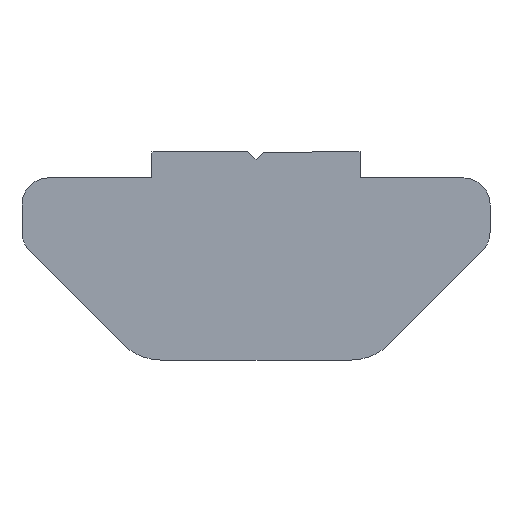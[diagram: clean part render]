
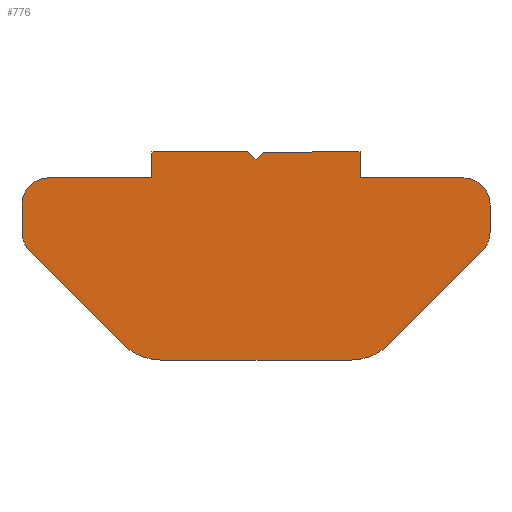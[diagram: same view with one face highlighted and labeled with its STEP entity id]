
A CAD part, front view. The second image highlights one B-rep face of the part: STEP entity #776.
In plain terms, the highlighted planar face has unit normal (0, -1, 0).
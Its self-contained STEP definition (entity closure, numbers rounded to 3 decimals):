
#17=CARTESIAN_POINT('',(-8.,-9.0,7.));
#18=VERTEX_POINT('',#17);
#25=CARTESIAN_POINT('',(-4.,-9.0,7.));
#26=VERTEX_POINT('',#25);
#27=CARTESIAN_POINT('',(-4.,-9.0,7.));
#28=DIRECTION('',(-1.0,0.0,0.0));
#29=VECTOR('',#28,4.);
#30=LINE('',#27,#29);
#31=EDGE_CURVE('',#26,#18,#30,.T.);
#56=CARTESIAN_POINT('',(-9.,-9.0,6.));
#57=VERTEX_POINT('',#56);
#64=CARTESIAN_POINT('',(-8.,-9.0,6.));
#65=DIRECTION('',(0.0,-1.0,0.));
#66=DIRECTION('',(1.0,0.0,0.0));
#67=AXIS2_PLACEMENT_3D('',#64,#65,#66);
#68=CIRCLE('',#67,1.);
#69=EDGE_CURVE('',#18,#57,#68,.T.);
#88=CARTESIAN_POINT('',(-9.,-9.0,4.914));
#89=VERTEX_POINT('',#88);
#96=CARTESIAN_POINT('',(-9.,-9.0,6.));
#97=DIRECTION('',(0.0,0.0,-1.0));
#98=VECTOR('',#97,1.086);
#99=LINE('',#96,#98);
#100=EDGE_CURVE('',#57,#89,#99,.T.);
#120=CARTESIAN_POINT('',(-8.707,-9.0,4.207));
#121=VERTEX_POINT('',#120);
#128=CARTESIAN_POINT('',(-8.,-9.0,4.914));
#129=DIRECTION('',(0.0,-1.0,0.));
#130=DIRECTION('',(1.0,0.0,0.0));
#131=AXIS2_PLACEMENT_3D('',#128,#129,#130);
#132=CIRCLE('',#131,1.);
#133=EDGE_CURVE('',#89,#121,#132,.T.);
#152=CARTESIAN_POINT('',(-5.086,-9.0,0.586));
#153=VERTEX_POINT('',#152);
#160=CARTESIAN_POINT('',(-8.707,-9.0,4.207));
#161=DIRECTION('',(0.707,0.0,-0.707));
#162=VECTOR('',#161,5.121);
#163=LINE('',#160,#162);
#164=EDGE_CURVE('',#121,#153,#163,.T.);
#184=CARTESIAN_POINT('',(-3.672,-9.0,0.));
#185=VERTEX_POINT('',#184);
#192=CARTESIAN_POINT('',(-3.672,-9.0,2.));
#193=DIRECTION('',(0.0,-1.0,0.));
#194=DIRECTION('',(1.0,0.0,0.0));
#195=AXIS2_PLACEMENT_3D('',#192,#193,#194);
#196=CIRCLE('',#195,2.);
#197=EDGE_CURVE('',#153,#185,#196,.T.);
#216=CARTESIAN_POINT('',(3.672,-9.0,0.));
#217=VERTEX_POINT('',#216);
#224=CARTESIAN_POINT('',(-3.672,-9.0,0.));
#225=DIRECTION('',(1.0,0.0,0.0));
#226=VECTOR('',#225,7.343);
#227=LINE('',#224,#226);
#228=EDGE_CURVE('',#185,#217,#227,.T.);
#268=CARTESIAN_POINT('',(5.086,-9.0,0.586));
#269=VERTEX_POINT('',#268);
#276=CARTESIAN_POINT('',(3.672,-9.0,2.));
#277=DIRECTION('',(0.0,-1.0,0.));
#278=DIRECTION('',(1.0,0.0,0.0));
#279=AXIS2_PLACEMENT_3D('',#276,#277,#278);
#280=CIRCLE('',#279,2.);
#281=EDGE_CURVE('',#217,#269,#280,.T.);
#300=CARTESIAN_POINT('',(8.707,-9.0,4.207));
#301=VERTEX_POINT('',#300);
#308=CARTESIAN_POINT('',(5.086,-9.0,0.586));
#309=DIRECTION('',(0.707,0.0,0.707));
#310=VECTOR('',#309,5.121);
#311=LINE('',#308,#310);
#312=EDGE_CURVE('',#269,#301,#311,.T.);
#332=CARTESIAN_POINT('',(9.,-9.0,4.914));
#333=VERTEX_POINT('',#332);
#340=CARTESIAN_POINT('',(8.,-9.0,4.914));
#341=DIRECTION('',(0.0,-1.0,0.));
#342=DIRECTION('',(1.0,0.0,0.0));
#343=AXIS2_PLACEMENT_3D('',#340,#341,#342);
#344=CIRCLE('',#343,1.);
#345=EDGE_CURVE('',#301,#333,#344,.T.);
#364=CARTESIAN_POINT('',(9.,-9.0,6.));
#365=VERTEX_POINT('',#364);
#372=CARTESIAN_POINT('',(9.,-9.0,4.914));
#373=DIRECTION('',(0.0,0.0,1.0));
#374=VECTOR('',#373,1.086);
#375=LINE('',#372,#374);
#376=EDGE_CURVE('',#333,#365,#375,.T.);
#396=CARTESIAN_POINT('',(8.,-9.0,7.));
#397=VERTEX_POINT('',#396);
#404=CARTESIAN_POINT('',(8.,-9.0,6.));
#405=DIRECTION('',(0.0,-1.0,0.));
#406=DIRECTION('',(1.0,0.0,0.0));
#407=AXIS2_PLACEMENT_3D('',#404,#405,#406);
#408=CIRCLE('',#407,1.);
#409=EDGE_CURVE('',#365,#397,#408,.T.);
#428=CARTESIAN_POINT('',(4.,-9.0,7.));
#429=VERTEX_POINT('',#428);
#436=CARTESIAN_POINT('',(8.,-9.0,7.));
#437=DIRECTION('',(-1.0,0.0,0.0));
#438=VECTOR('',#437,4.);
#439=LINE('',#436,#438);
#440=EDGE_CURVE('',#397,#429,#439,.T.);
#459=CARTESIAN_POINT('',(4.,-9.0,8.));
#460=VERTEX_POINT('',#459);
#467=CARTESIAN_POINT('',(4.,-9.0,7.));
#468=DIRECTION('',(0.0,0.0,1.0));
#469=VECTOR('',#468,1.);
#470=LINE('',#467,#469);
#471=EDGE_CURVE('',#429,#460,#470,.T.);
#516=CARTESIAN_POINT('',(0.328,-9.0,8.));
#517=VERTEX_POINT('',#516);
#524=CARTESIAN_POINT('',(4.,-9.0,8.));
#525=DIRECTION('',(-1.0,0.0,0.));
#526=VECTOR('',#525,3.672);
#527=LINE('',#524,#526);
#528=EDGE_CURVE('',#460,#517,#527,.T.);
#581=CARTESIAN_POINT('',(0.,-9.0,7.726));
#582=VERTEX_POINT('',#581);
#589=CARTESIAN_POINT('',(0.328,-9.0,8.));
#590=DIRECTION('',(-0.767,0.0,-0.641));
#591=VECTOR('',#590,0.428);
#592=LINE('',#589,#591);
#593=EDGE_CURVE('',#517,#582,#592,.T.);
#645=CARTESIAN_POINT('',(-0.343,-9.0,8.));
#646=VERTEX_POINT('',#645);
#653=CARTESIAN_POINT('',(0.,-9.0,7.726));
#654=DIRECTION('',(-0.781,0.0,0.624));
#655=VECTOR('',#654,0.439);
#656=LINE('',#653,#655);
#657=EDGE_CURVE('',#582,#646,#656,.T.);
#675=CARTESIAN_POINT('',(-4.,-9.0,8.));
#676=VERTEX_POINT('',#675);
#683=CARTESIAN_POINT('',(-0.343,-9.0,8.));
#684=DIRECTION('',(-1.0,0.0,0.0));
#685=VECTOR('',#684,3.657);
#686=LINE('',#683,#685);
#687=EDGE_CURVE('',#646,#676,#686,.T.);
#713=CARTESIAN_POINT('',(-4.,-9.0,8.));
#714=DIRECTION('',(0.0,0.0,-1.0));
#715=VECTOR('',#714,1.);
#716=LINE('',#713,#715);
#717=EDGE_CURVE('',#676,#26,#716,.T.);
#750=CARTESIAN_POINT('',(-10.8,-9.0,-0.8));
#751=DIRECTION('',(0.0,-1.0,0.0));
#752=DIRECTION('',(1.0,0.0,0.0));
#753=AXIS2_PLACEMENT_3D('',#750,#751,#752);
#754=PLANE('',#753);
#755=ORIENTED_EDGE('',*,*,#31,.T.);
#756=ORIENTED_EDGE('',*,*,#69,.T.);
#757=ORIENTED_EDGE('',*,*,#100,.T.);
#758=ORIENTED_EDGE('',*,*,#133,.T.);
#759=ORIENTED_EDGE('',*,*,#164,.T.);
#760=ORIENTED_EDGE('',*,*,#197,.T.);
#761=ORIENTED_EDGE('',*,*,#228,.T.);
#762=ORIENTED_EDGE('',*,*,#281,.T.);
#763=ORIENTED_EDGE('',*,*,#312,.T.);
#764=ORIENTED_EDGE('',*,*,#345,.T.);
#765=ORIENTED_EDGE('',*,*,#376,.T.);
#766=ORIENTED_EDGE('',*,*,#409,.T.);
#767=ORIENTED_EDGE('',*,*,#440,.T.);
#768=ORIENTED_EDGE('',*,*,#471,.T.);
#769=ORIENTED_EDGE('',*,*,#528,.T.);
#770=ORIENTED_EDGE('',*,*,#593,.T.);
#771=ORIENTED_EDGE('',*,*,#657,.T.);
#772=ORIENTED_EDGE('',*,*,#687,.T.);
#773=ORIENTED_EDGE('',*,*,#717,.T.);
#774=EDGE_LOOP('',(#755,#756,#757,#758,#759,#760,#761,#762,#763,#764,#765,#766,#767,#768,#769,#770,#771,#772,#773));
#775=FACE_OUTER_BOUND('',#774,.T.);
#776=ADVANCED_FACE('',(#775),#754,.T.);
